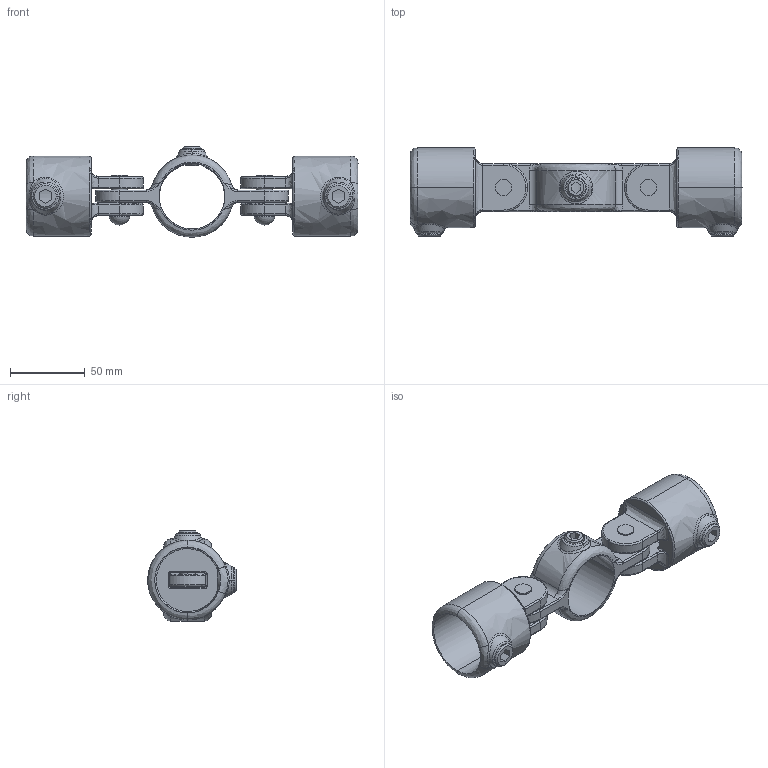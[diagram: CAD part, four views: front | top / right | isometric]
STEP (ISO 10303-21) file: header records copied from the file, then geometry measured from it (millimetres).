
FILE_DESCRIPTION (( 'STEP AP203' ), '1' );
FILE_NAME ('16167C.STEP', '2022-03-25T09:11:27', ( '' ), ( '' ), 'SwSTEP 2.0', 'SolidWorks 2020', '' );
FILE_SCHEMA (( 'CONFIG_CONTROL_DESIGN' ));
Length unit declared in the file: millimetre
Products named in the file (5): 16167CM; 16167C; Pin^16167C; 16173CF; 16173CF_MirrorDefault
Assembly tree (5 placements, depth 2):
  16167C
    16167CM
    16173CF
    16173CF_MirrorDefault
    Pin^16167C  x2
Bounding box: 222 x 59.18 x 60.5 mm (x, y, z)
Volume: 159579.3 mm3; surface area: 65506.6 mm2
Topology: 8 solids, 8 shells, 351 faces, 810 edges, 462 vertices
Faces by surface type: bspline 329, cylinder 12, plane 6, sphere 4
Entity records: 20062 total; most frequent: CARTESIAN_POINT 15030, ORIENTED_EDGE 1548, EDGE_CURVE 774, VERTEX_POINT 449, B_SPLINE_CURVE_WITH_KNOTS 425, EDGE_LOOP 371, ADVANCED_FACE 340, FACE_OUTER_BOUND 340
